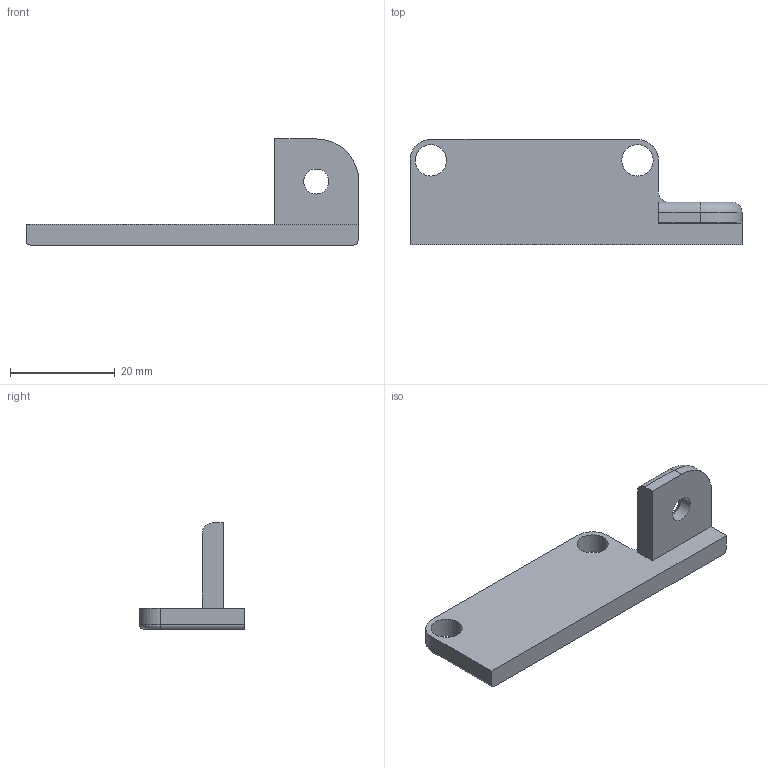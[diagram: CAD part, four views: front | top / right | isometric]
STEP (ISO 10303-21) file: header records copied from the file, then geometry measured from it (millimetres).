
FILE_DESCRIPTION(('FreeCAD Model'),'2;1');
FILE_NAME('Open CASCADE Shape Model','2025-05-11T18:13:37',('Author'),( ''),'Open CASCADE STEP processor 7.8','FreeCAD','Unknown');
FILE_SCHEMA(('AUTOMOTIVE_DESIGN { 1 0 10303 214 1 1 1 1 }'));
Length unit declared in the file: millimetre
Products named in the file (1): flying_back
Bounding box: 63.52 x 20.1 x 20.3 mm (x, y, z)
Volume: 4935.7 mm3; surface area: 3404.6 mm2
Topology: 1 solids, 1 shells, 31 faces, 76 edges, 47 vertices
Faces by surface type: cylinder 14, plane 11, torus 5, cone 1
Full cylindrical faces by diameter (mm): 4.8 x1, 6 x2
Entity records: 963 total; most frequent: DIRECTION 172, CARTESIAN_POINT 171, ORIENTED_EDGE 152, EDGE_CURVE 76, AXIS2_PLACEMENT_3D 65, VERTEX_POINT 47, LINE 42, VECTOR 42
